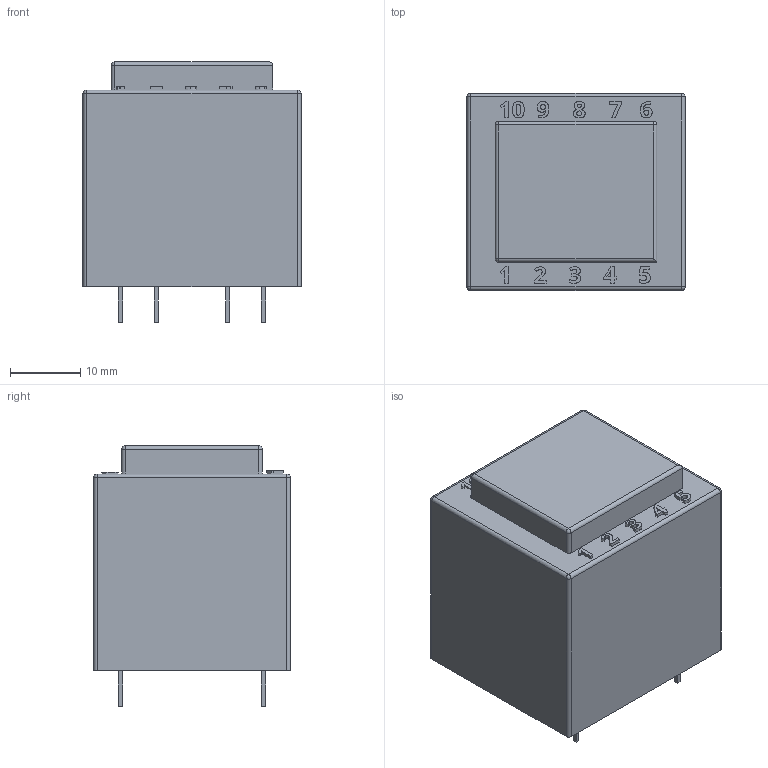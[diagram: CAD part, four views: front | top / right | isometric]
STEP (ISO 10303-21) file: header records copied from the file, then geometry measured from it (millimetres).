
FILE_DESCRIPTION(('FreeCAD Model'),'2;1');
FILE_NAME('123.step', '2021-04-08T01:31:40',('Author'),(''), 'Open CASCADE STEP processor 7.5','FreeCAD','Unknown');
FILE_SCHEMA(('AUTOMOTIVE_DESIGN { 1 0 10303 214 1 1 1 1 }'));
Length unit declared in the file: millimetre
Products named in the file (1): Pad004
Bounding box: 31 x 28 x 37 mm (x, y, z)
Volume: 26141.8 mm3; surface area: 5400.6 mm2
Topology: 1 solids, 1 shells, 284 faces, 765 edges, 498 vertices
Faces by surface type: extrusion 148, plane 114, cylinder 15, sphere 7
Entity records: 22455 total; most frequent: CARTESIAN_POINT 6525, DIRECTION 1965, VECTOR 1629, ORIENTED_EDGE 1516, PCURVE 1516, DEFINITIONAL_REPRESENTATION 1516, LINE 1481, B_SPLINE_CURVE_WITH_KNOTS 905
